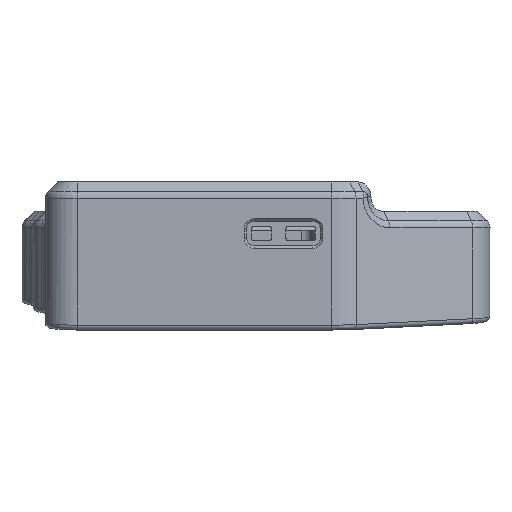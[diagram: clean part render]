
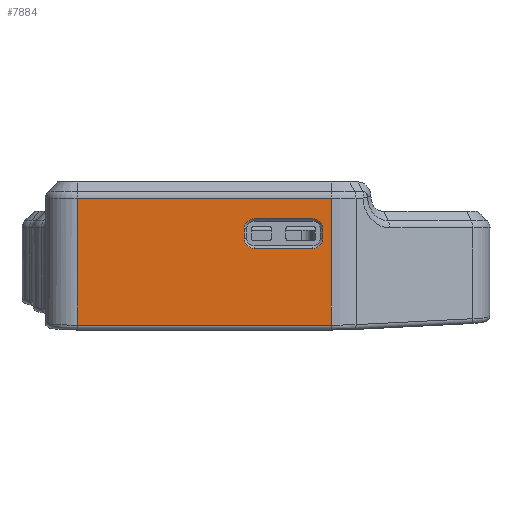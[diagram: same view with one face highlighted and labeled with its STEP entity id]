
A CAD part, left-side view. The second image highlights one B-rep face of the part: STEP entity #7884.
In plain terms, the highlighted planar face has unit normal (-1, 0, 0).
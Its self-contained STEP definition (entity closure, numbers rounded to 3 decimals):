
#200=CIRCLE('',#8487,2.);
#201=CIRCLE('',#8488,2.);
#202=CIRCLE('',#8489,2.);
#203=CIRCLE('',#8490,2.);
#483=FACE_BOUND('',#1374,.T.);
#622=PLANE('',#8486);
#892=FACE_OUTER_BOUND('',#1373,.T.);
#1373=EDGE_LOOP('',(#5782,#5783,#5784,#5785));
#1374=EDGE_LOOP('',(#5786,#5787,#5788,#5789,#5790,#5791,#5792,#5793,#5794));
#1944=LINE('',#12832,#2670);
#1970=LINE('',#13137,#2696);
#1971=LINE('',#13140,#2697);
#1972=LINE('',#13141,#2698);
#1973=LINE('',#13144,#2699);
#1974=LINE('',#13146,#2700);
#1975=LINE('',#13150,#2701);
#1976=LINE('',#13154,#2702);
#1977=LINE('',#13158,#2703);
#2670=VECTOR('',#9481,10.);
#2696=VECTOR('',#9697,10.);
#2697=VECTOR('',#9700,10.);
#2698=VECTOR('',#9701,10.);
#2699=VECTOR('',#9702,10.);
#2700=VECTOR('',#9703,10.);
#2701=VECTOR('',#9706,10.);
#2702=VECTOR('',#9709,10.);
#2703=VECTOR('',#9712,10.);
#3534=VERTEX_POINT('',#12824);
#3536=VERTEX_POINT('',#12830);
#3598=VERTEX_POINT('',#13135);
#3599=VERTEX_POINT('',#13139);
#3600=VERTEX_POINT('',#13142);
#3601=VERTEX_POINT('',#13143);
#3602=VERTEX_POINT('',#13145);
#3603=VERTEX_POINT('',#13147);
#3604=VERTEX_POINT('',#13149);
#3605=VERTEX_POINT('',#13151);
#3606=VERTEX_POINT('',#13153);
#3607=VERTEX_POINT('',#13155);
#3608=VERTEX_POINT('',#13157);
#4321=EDGE_CURVE('',#3534,#3536,#1944,.T.);
#4417=EDGE_CURVE('',#3598,#3536,#1970,.T.);
#4418=EDGE_CURVE('',#3598,#3599,#1971,.T.);
#4419=EDGE_CURVE('',#3599,#3534,#1972,.T.);
#4420=EDGE_CURVE('',#3600,#3601,#1973,.T.);
#4421=EDGE_CURVE('',#3601,#3602,#1974,.T.);
#4422=EDGE_CURVE('',#3602,#3603,#200,.T.);
#4423=EDGE_CURVE('',#3603,#3604,#1975,.T.);
#4424=EDGE_CURVE('',#3604,#3605,#201,.T.);
#4425=EDGE_CURVE('',#3605,#3606,#1976,.T.);
#4426=EDGE_CURVE('',#3606,#3607,#202,.T.);
#4427=EDGE_CURVE('',#3607,#3608,#1977,.T.);
#4428=EDGE_CURVE('',#3608,#3600,#203,.T.);
#5782=ORIENTED_EDGE('',*,*,#4321,.T.);
#5783=ORIENTED_EDGE('',*,*,#4417,.F.);
#5784=ORIENTED_EDGE('',*,*,#4418,.T.);
#5785=ORIENTED_EDGE('',*,*,#4419,.T.);
#5786=ORIENTED_EDGE('',*,*,#4420,.T.);
#5787=ORIENTED_EDGE('',*,*,#4421,.T.);
#5788=ORIENTED_EDGE('',*,*,#4422,.T.);
#5789=ORIENTED_EDGE('',*,*,#4423,.T.);
#5790=ORIENTED_EDGE('',*,*,#4424,.T.);
#5791=ORIENTED_EDGE('',*,*,#4425,.T.);
#5792=ORIENTED_EDGE('',*,*,#4426,.T.);
#5793=ORIENTED_EDGE('',*,*,#4427,.T.);
#5794=ORIENTED_EDGE('',*,*,#4428,.T.);
#7884=ADVANCED_FACE('',(#892,#483),#622,.F.);
#8486=AXIS2_PLACEMENT_3D('',#13138,#9698,#9699);
#8487=AXIS2_PLACEMENT_3D('',#13148,#9704,#9705);
#8488=AXIS2_PLACEMENT_3D('',#13152,#9707,#9708);
#8489=AXIS2_PLACEMENT_3D('',#13156,#9710,#9711);
#8490=AXIS2_PLACEMENT_3D('',#13159,#9713,#9714);
#9481=DIRECTION('',(0.,1.,0.));
#9697=DIRECTION('',(0.,0.,1.));
#9698=DIRECTION('center_axis',(1.,0.,0.));
#9699=DIRECTION('ref_axis',(0.,1.,0.));
#9700=DIRECTION('',(0.,-1.,0.));
#9701=DIRECTION('',(0.,0.,1.));
#9702=DIRECTION('',(0.,-1.,0.));
#9703=DIRECTION('',(0.,-1.,0.));
#9704=DIRECTION('center_axis',(1.,0.,0.));
#9705=DIRECTION('ref_axis',(0.,0.,1.));
#9706=DIRECTION('',(0.,0.,-1.));
#9707=DIRECTION('center_axis',(1.,0.,0.));
#9708=DIRECTION('ref_axis',(0.,-1.,0.));
#9709=DIRECTION('',(0.,1.,0.));
#9710=DIRECTION('center_axis',(1.,0.,0.));
#9711=DIRECTION('ref_axis',(0.,0.,-1.));
#9712=DIRECTION('',(0.,0.,1.));
#9713=DIRECTION('center_axis',(1.,0.,0.));
#9714=DIRECTION('ref_axis',(0.,1.,0.));
#12824=CARTESIAN_POINT('',(200.997,-120.397,11.672));
#12830=CARTESIAN_POINT('',(200.997,-68.636,11.672));
#12832=CARTESIAN_POINT('',(200.997,-114.276,11.672));
#13135=CARTESIAN_POINT('',(200.997,-68.636,-14.144));
#13137=CARTESIAN_POINT('',(200.997,-68.636,0.));
#13138=CARTESIAN_POINT('Origin',(200.997,-120.397,0.));
#13139=CARTESIAN_POINT('',(200.997,-120.397,-14.144));
#13140=CARTESIAN_POINT('',(200.997,-88.892,-14.144));
#13141=CARTESIAN_POINT('',(200.997,-120.397,0.));
#13142=CARTESIAN_POINT('',(200.997,-104.636,7.5));
#13143=CARTESIAN_POINT('',(200.997,-107.636,7.5));
#13144=CARTESIAN_POINT('',(200.997,-114.017,7.5));
#13145=CARTESIAN_POINT('',(200.997,-116.636,7.5));
#13146=CARTESIAN_POINT('',(200.997,-118.517,7.5));
#13147=CARTESIAN_POINT('',(200.997,-118.636,5.5));
#13148=CARTESIAN_POINT('Origin',(200.997,-116.636,5.5));
#13149=CARTESIAN_POINT('',(200.997,-118.636,3.5));
#13150=CARTESIAN_POINT('',(200.997,-118.636,1.75));
#13151=CARTESIAN_POINT('',(200.997,-116.636,1.5));
#13152=CARTESIAN_POINT('Origin',(200.997,-116.636,3.5));
#13153=CARTESIAN_POINT('',(200.997,-104.636,1.5));
#13154=CARTESIAN_POINT('',(200.997,-112.517,1.5));
#13155=CARTESIAN_POINT('',(200.997,-102.636,3.5));
#13156=CARTESIAN_POINT('Origin',(200.997,-104.636,3.5));
#13157=CARTESIAN_POINT('',(200.997,-102.636,5.5));
#13158=CARTESIAN_POINT('',(200.997,-102.636,2.75));
#13159=CARTESIAN_POINT('Origin',(200.997,-104.636,5.5));
